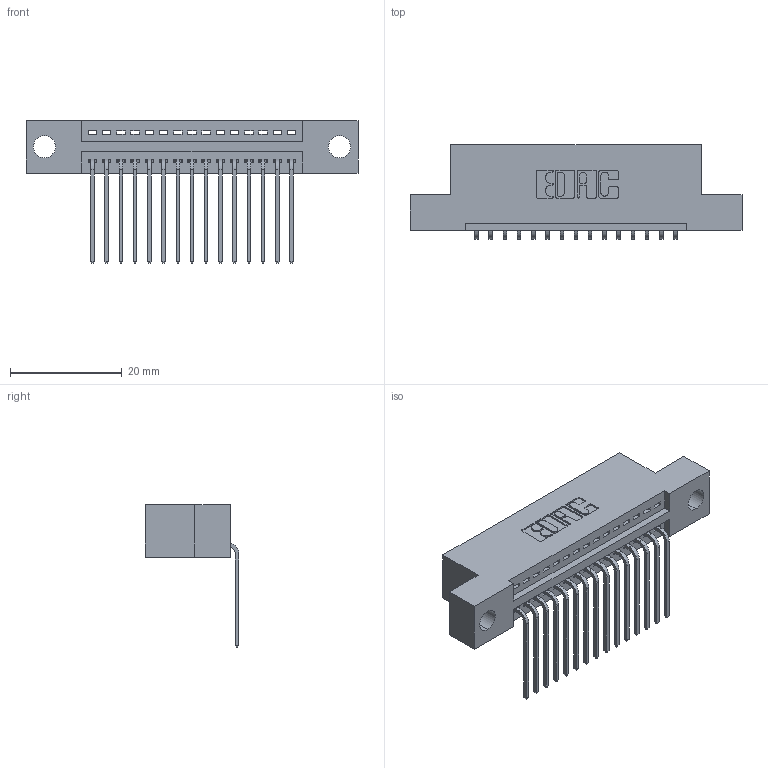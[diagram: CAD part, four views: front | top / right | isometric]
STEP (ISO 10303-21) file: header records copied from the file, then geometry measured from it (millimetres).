
FILE_DESCRIPTION (( 'STEP AP203' ), '1' );
FILE_NAME ('395-015-559-104.STEP', '2019-10-16T15:36:28', ( '' ), ( '' ), 'SwSTEP 2.0', 'SolidWorks 2016', '' );
FILE_SCHEMA (( 'CONFIG_CONTROL_DESIGN' ));
Length unit declared in the file: inch
Products named in the file (3): 345 Part_Flush Mounting Lugs - 0.156 Dia-TH; 395-015-559-104; 345-292-001_558 559 Tail - 1
Assembly tree (16 placements, depth 2):
  395-015-559-104
    345 Part_Flush Mounting Lugs - 0.156 Dia-TH
    345-292-001_558 559 Tail - 1  x15
Bounding box: 59.31 x 16.75 x 25.53 mm (x, y, z)
Volume: 5374.2 mm3; surface area: 6877.3 mm2
Topology: 16 solids, 16 shells, 1026 faces, 3071 edges, 2026 vertices
Faces by surface type: plane 710, cylinder 316
Entity records: 15011 total; most frequent: CARTESIAN_POINT 2609, ORIENTED_EDGE 2558, DIRECTION 2317, EDGE_CURVE 1279, LINE 1087, VECTOR 1087, VERTEX_POINT 850, AXIS2_PLACEMENT_3D 615
